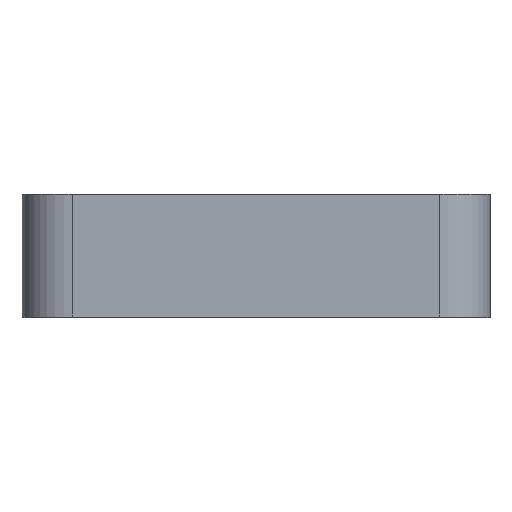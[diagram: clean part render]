
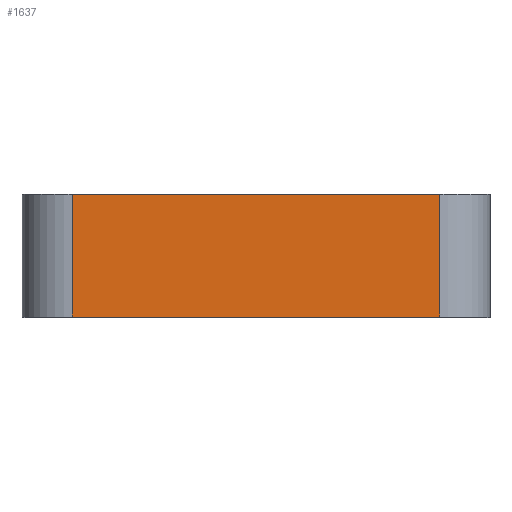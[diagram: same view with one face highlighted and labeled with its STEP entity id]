
A CAD part, top view. The second image highlights one B-rep face of the part: STEP entity #1637.
In plain terms, the highlighted planar face has unit normal (0, 0, 1).
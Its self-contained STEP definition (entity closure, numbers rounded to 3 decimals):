
#220 = PLANE ( 'NONE',  #3838 ) ;
#436 = FACE_OUTER_BOUND ( 'NONE', #4453, .T. ) ;
#522 = EDGE_CURVE ( 'NONE', #4572, #5143, #1810, .T. ) ;
#582 = VECTOR ( 'NONE', #3334, 1000. ) ;
#722 = EDGE_CURVE ( 'NONE', #3966, #4572, #5050, .T. ) ;
#821 = DIRECTION ( 'NONE',  ( -1., 0., 0. ) ) ;
#1394 = LINE ( 'NONE', #1687, #582 ) ;
#1463 = CARTESIAN_POINT ( 'NONE',  ( -15.7, 0., 20. ) ) ;
#1467 = CARTESIAN_POINT ( 'NONE',  ( -20., 0., 20. ) ) ;
#1470 = ORIENTED_EDGE ( 'NONE', *, *, #722, .T. ) ;
#1559 = VECTOR ( 'NONE', #3269, 1000. ) ;
#1621 = VERTEX_POINT ( 'NONE', #3187 ) ;
#1637 = ADVANCED_FACE ( 'NONE', ( #436 ), #220, .T. ) ;
#1638 = CARTESIAN_POINT ( 'NONE',  ( -15.7, 10.5, 20. ) ) ;
#1687 = CARTESIAN_POINT ( 'NONE',  ( 15.7, 0., 20. ) ) ;
#1810 = LINE ( 'NONE', #1463, #1559 ) ;
#2078 = ORIENTED_EDGE ( 'NONE', *, *, #2964, .T. ) ;
#2165 = VECTOR ( 'NONE', #821, 1000. ) ;
#2286 = CARTESIAN_POINT ( 'NONE',  ( 15.7, 0., 20. ) ) ;
#2558 = CARTESIAN_POINT ( 'NONE',  ( -15.7, 10.5, 20. ) ) ;
#2778 = DIRECTION ( 'NONE',  ( 1., 0., 0. ) ) ;
#2895 = DIRECTION ( 'NONE',  ( 0., -1., 0. ) ) ;
#2964 = EDGE_CURVE ( 'NONE', #5143, #1621, #1394, .T. ) ;
#3187 = CARTESIAN_POINT ( 'NONE',  ( 15.7, 10.5, 20. ) ) ;
#3210 = LINE ( 'NONE', #4160, #2165 ) ;
#3269 = DIRECTION ( 'NONE',  ( 1., 0., 0. ) ) ;
#3334 = DIRECTION ( 'NONE',  ( 0., 1., 0. ) ) ;
#3573 = CARTESIAN_POINT ( 'NONE',  ( -15.7, 0., 20. ) ) ;
#3585 = DIRECTION ( 'NONE',  ( 0., 0., 1. ) ) ;
#3586 = ORIENTED_EDGE ( 'NONE', *, *, #522, .T. ) ;
#3639 = ORIENTED_EDGE ( 'NONE', *, *, #4062, .T. ) ;
#3838 = AXIS2_PLACEMENT_3D ( 'NONE', #1467, #3585, #2778 ) ;
#3915 = VECTOR ( 'NONE', #2895, 1000. ) ;
#3966 = VERTEX_POINT ( 'NONE', #1638 ) ;
#4062 = EDGE_CURVE ( 'NONE', #1621, #3966, #3210, .T. ) ;
#4160 = CARTESIAN_POINT ( 'NONE',  ( 15.7, 10.5, 20. ) ) ;
#4453 = EDGE_LOOP ( 'NONE', ( #2078, #3639, #1470, #3586 ) ) ;
#4572 = VERTEX_POINT ( 'NONE', #3573 ) ;
#5050 = LINE ( 'NONE', #2558, #3915 ) ;
#5143 = VERTEX_POINT ( 'NONE', #2286 ) ;
